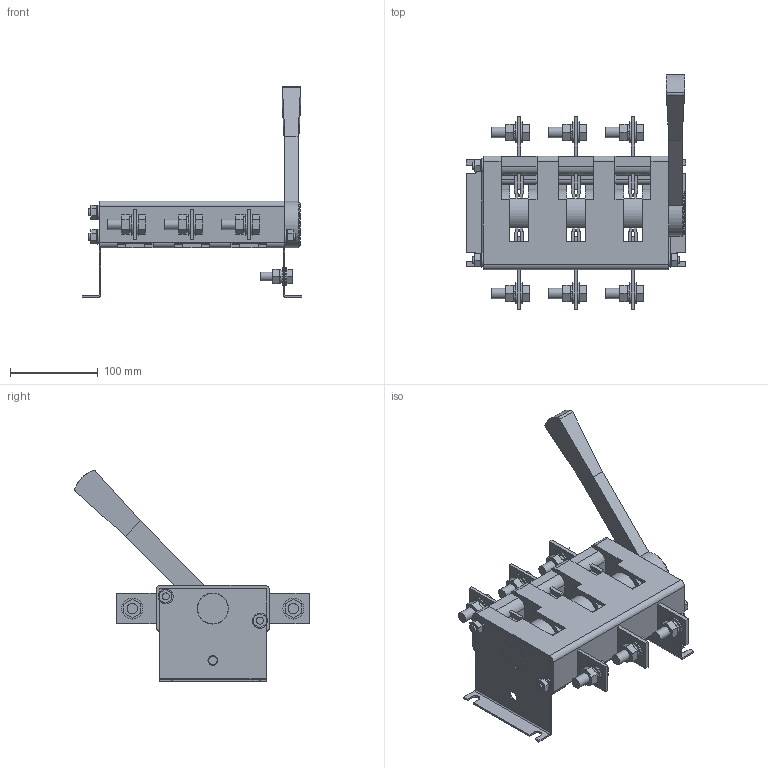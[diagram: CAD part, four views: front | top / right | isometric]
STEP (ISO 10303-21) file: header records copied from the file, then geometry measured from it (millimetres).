
FILE_DESCRIPTION (( 'STEP AP214' ), '1' );
FILE_NAME ('SRK01-100-630 Âûêëþ÷àòåëü-ðàçúåäèíèòåëü ÂÐ32È-39A30220 630À IEK.STEP', '2018-05-08T12:36:37', ( '' ), ( '' ), 'SwSTEP 2.0', 'SolidWorks 2014', '' );
FILE_SCHEMA (( 'AUTOMOTIVE_DESIGN' ));
Length unit declared in the file: millimetre
Products named in the file (1): SRK01-100-630 Âûêëþ÷àòåëü-ðàçúåäèíèòåëü ÂÐ32È-39A30220 630À IEK
Bounding box: 250 x 267.57 x 240.82 mm (x, y, z)
Volume: 1418897.3 mm3; surface area: 270957.1 mm2
Topology: 16 solids, 16 shells, 814 faces, 2193 edges, 1442 vertices
Faces by surface type: plane 583, cylinder 226, bspline 3, cone 1, torus 1
Full cylindrical faces by diameter (mm): 8 x8, 8.2 x4, 10 x2, 10.4 x3, 11.2 x2, 11.364 x1, 12 x12, 12.3 x12, 12.5 x1, 14.2 x6, 17 x4, 21 x3, 24 x12, 33.5 x1, 35 x3, 35.5 x2, 39 x1, 43 x1
Entity records: 25152 total; most frequent: CARTESIAN_POINT 4498, DIRECTION 4198, ORIENTED_EDGE 4166, EDGE_CURVE 2083, LINE 1498, VECTOR 1498, VERTEX_POINT 1412, AXIS2_PLACEMENT_3D 1350
